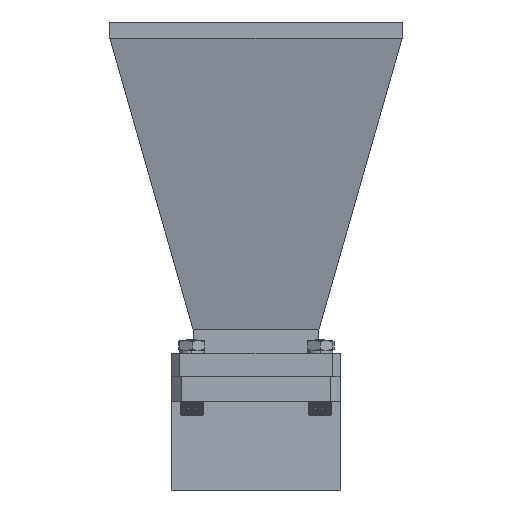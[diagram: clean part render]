
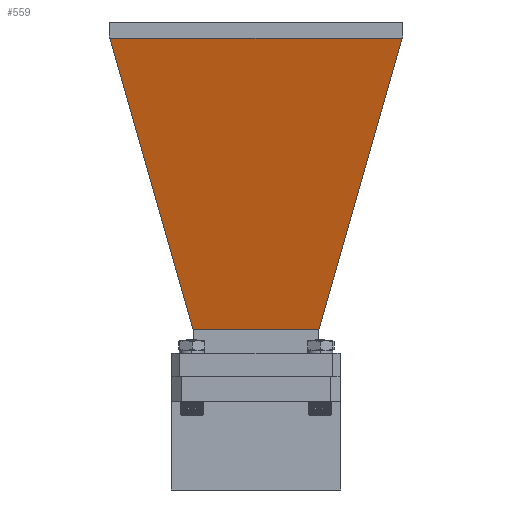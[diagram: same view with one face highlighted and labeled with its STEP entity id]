
A CAD part, front view. The second image highlights one B-rep face of the part: STEP entity #559.
In plain terms, the highlighted face is planar.
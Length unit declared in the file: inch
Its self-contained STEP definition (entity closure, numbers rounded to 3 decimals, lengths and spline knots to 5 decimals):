
#220 = LINE ( 'NONE', #6280, #11400 ) ;
#559 = ADVANCED_FACE ( 'NONE', ( #3580 ), #604, .T. ) ;
#604 = PLANE ( 'NONE',  #18696 ) ;
#1726 = LINE ( 'NONE', #5802, #8487 ) ;
#2018 = VERTEX_POINT ( 'NONE', #5063 ) ;
#2034 = VERTEX_POINT ( 'NONE', #8803 ) ;
#2087 = DIRECTION ( 'NONE',  ( -0.972, 0., -0.235 ) ) ;
#2320 = VECTOR ( 'NONE', #14783, 39.37008 ) ;
#2471 = CARTESIAN_POINT ( 'NONE',  ( -0.73955, 0., 3.47087 ) ) ;
#3303 = CARTESIAN_POINT ( 'NONE',  ( -0.37303, 0., 1.95443 ) ) ;
#3580 = FACE_OUTER_BOUND ( 'NONE', #18939, .T. ) ;
#4722 = VECTOR ( 'NONE', #6677, 39.37008 ) ;
#5063 = CARTESIAN_POINT ( 'NONE',  ( -1.07672, 1.4586, 4.86585 ) ) ;
#5627 = ORIENTED_EDGE ( 'NONE', *, *, #17695, .T. ) ;
#5674 = LINE ( 'NONE', #8667, #2320 ) ;
#5802 = CARTESIAN_POINT ( 'NONE',  ( -0.37303, -0.62884, 1.95443 ) ) ;
#6280 = CARTESIAN_POINT ( 'NONE',  ( -1.07672, 1.4586, 4.86585 ) ) ;
#6579 = ORIENTED_EDGE ( 'NONE', *, *, #18751, .T. ) ;
#6677 = DIRECTION ( 'NONE',  ( 0., -1., 0. ) ) ;
#7218 = ORIENTED_EDGE ( 'NONE', *, *, #15186, .T. ) ;
#8487 = VECTOR ( 'NONE', #16707, 39.37008 ) ;
#8667 = CARTESIAN_POINT ( 'NONE',  ( -1.07672, 0., 4.86585 ) ) ;
#8803 = CARTESIAN_POINT ( 'NONE',  ( -1.07672, -1.4586, 4.86585 ) ) ;
#11136 = CARTESIAN_POINT ( 'NONE',  ( -0.37303, -0.62884, 1.95443 ) ) ;
#11186 = DIRECTION ( 'NONE',  ( 0.226, -0.267, -0.937 ) ) ;
#11400 = VECTOR ( 'NONE', #11186, 39.37008 ) ;
#13994 = LINE ( 'NONE', #3303, #4722 ) ;
#14783 = DIRECTION ( 'NONE',  ( 0., 1., 0. ) ) ;
#15186 = EDGE_CURVE ( 'NONE', #2034, #2018, #5674, .T. ) ;
#15561 = VERTEX_POINT ( 'NONE', #19653 ) ;
#15971 = DIRECTION ( 'NONE',  ( -0.235, 0., 0.972 ) ) ;
#16707 = DIRECTION ( 'NONE',  ( -0.226, -0.267, 0.937 ) ) ;
#17245 = EDGE_CURVE ( 'NONE', #18368, #2034, #1726, .T. ) ;
#17306 = ORIENTED_EDGE ( 'NONE', *, *, #17245, .T. ) ;
#17695 = EDGE_CURVE ( 'NONE', #2018, #15561, #220, .T. ) ;
#18368 = VERTEX_POINT ( 'NONE', #11136 ) ;
#18696 = AXIS2_PLACEMENT_3D ( 'NONE', #2471, #2087, #15971 ) ;
#18751 = EDGE_CURVE ( 'NONE', #15561, #18368, #13994, .T. ) ;
#18939 = EDGE_LOOP ( 'NONE', ( #6579, #17306, #7218, #5627 ) ) ;
#19653 = CARTESIAN_POINT ( 'NONE',  ( -0.37303, 0.62884, 1.95443 ) ) ;
